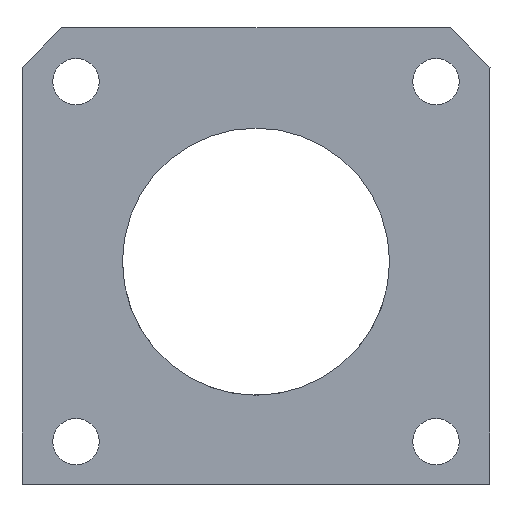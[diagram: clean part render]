
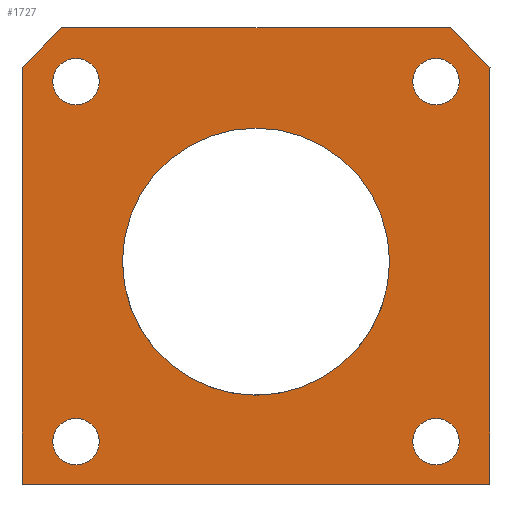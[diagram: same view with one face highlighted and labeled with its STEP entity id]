
A CAD part, left-side view. The second image highlights one B-rep face of the part: STEP entity #1727.
In plain terms, the highlighted planar face has unit normal (-1, 0, 0).
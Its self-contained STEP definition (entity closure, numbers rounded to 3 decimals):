
#24=FACE_BOUND('',#238,.T.);
#25=FACE_BOUND('',#239,.T.);
#26=FACE_BOUND('',#240,.T.);
#27=FACE_BOUND('',#241,.T.);
#28=FACE_BOUND('',#242,.T.);
#52=PLANE('',#1850);
#140=FACE_OUTER_BOUND('',#237,.T.);
#237=EDGE_LOOP('',(#1438,#1439,#1440,#1441,#1442,#1443,#1444,#1445));
#238=EDGE_LOOP('',(#1446));
#239=EDGE_LOOP('',(#1447));
#240=EDGE_LOOP('',(#1448));
#241=EDGE_LOOP('',(#1449));
#242=EDGE_LOOP('',(#1450));
#279=CIRCLE('',#1826,2.);
#281=CIRCLE('',#1829,2.);
#283=CIRCLE('',#1832,2.);
#285=CIRCLE('',#1835,2.);
#287=CIRCLE('',#1839,11.5);
#478=LINE('',#4085,#577);
#482=LINE('',#4101,#581);
#486=LINE('',#4108,#585);
#488=LINE('',#4113,#587);
#492=LINE('',#4121,#591);
#495=LINE('',#4126,#594);
#512=LINE('',#5828,#611);
#513=LINE('',#5829,#612);
#577=VECTOR('',#2063,10.);
#581=VECTOR('',#2081,1000.);
#585=VECTOR('',#2087,1000.);
#587=VECTOR('',#2091,1000.);
#591=VECTOR('',#2097,1000.);
#594=VECTOR('',#2102,1000.);
#611=VECTOR('',#2173,10.);
#612=VECTOR('',#2174,10.);
#755=VERTEX_POINT('',#4079);
#757=VERTEX_POINT('',#4083);
#761=VERTEX_POINT('',#4099);
#762=VERTEX_POINT('',#4100);
#765=VERTEX_POINT('',#4111);
#766=VERTEX_POINT('',#4112);
#769=VERTEX_POINT('',#4120);
#772=VERTEX_POINT('',#4131);
#774=VERTEX_POINT('',#4137);
#776=VERTEX_POINT('',#4143);
#778=VERTEX_POINT('',#4149);
#782=VERTEX_POINT('',#4158);
#790=VERTEX_POINT('',#5827);
#973=EDGE_CURVE('',#755,#757,#478,.T.);
#980=EDGE_CURVE('',#761,#762,#482,.T.);
#984=EDGE_CURVE('',#762,#757,#486,.T.);
#986=EDGE_CURVE('',#765,#766,#488,.T.);
#990=EDGE_CURVE('',#766,#769,#492,.T.);
#993=EDGE_CURVE('',#769,#761,#495,.T.);
#997=EDGE_CURVE('',#772,#772,#279,.T.);
#1000=EDGE_CURVE('',#774,#774,#281,.T.);
#1003=EDGE_CURVE('',#776,#776,#283,.T.);
#1006=EDGE_CURVE('',#778,#778,#285,.T.);
#1010=EDGE_CURVE('',#782,#782,#287,.T.);
#1040=EDGE_CURVE('',#790,#765,#512,.T.);
#1041=EDGE_CURVE('',#755,#790,#513,.T.);
#1438=ORIENTED_EDGE('',*,*,#984,.F.);
#1439=ORIENTED_EDGE('',*,*,#980,.F.);
#1440=ORIENTED_EDGE('',*,*,#993,.F.);
#1441=ORIENTED_EDGE('',*,*,#990,.F.);
#1442=ORIENTED_EDGE('',*,*,#986,.F.);
#1443=ORIENTED_EDGE('',*,*,#1040,.F.);
#1444=ORIENTED_EDGE('',*,*,#1041,.F.);
#1445=ORIENTED_EDGE('',*,*,#973,.T.);
#1446=ORIENTED_EDGE('',*,*,#1010,.F.);
#1447=ORIENTED_EDGE('',*,*,#1006,.F.);
#1448=ORIENTED_EDGE('',*,*,#1003,.F.);
#1449=ORIENTED_EDGE('',*,*,#1000,.F.);
#1450=ORIENTED_EDGE('',*,*,#997,.F.);
#1727=ADVANCED_FACE('',(#140,#24,#25,#26,#27,#28),#52,.F.);
#1826=AXIS2_PLACEMENT_3D('',#4133,#2109,#2110);
#1829=AXIS2_PLACEMENT_3D('',#4139,#2116,#2117);
#1832=AXIS2_PLACEMENT_3D('',#4145,#2123,#2124);
#1835=AXIS2_PLACEMENT_3D('',#4151,#2130,#2131);
#1839=AXIS2_PLACEMENT_3D('',#4160,#2139,#2140);
#1850=AXIS2_PLACEMENT_3D('',#5826,#2171,#2172);
#2063=DIRECTION('',(0.,0.,1.));
#2081=DIRECTION('',(0.,-0.707,-0.707));
#2087=DIRECTION('',(0.,0.,-1.));
#2091=DIRECTION('',(0.,0.,1.));
#2097=DIRECTION('',(0.,-0.707,0.707));
#2102=DIRECTION('',(0.,-1.,0.));
#2109=DIRECTION('center_axis',(-1.,0.,0.));
#2110=DIRECTION('ref_axis',(0.,0.,-1.));
#2116=DIRECTION('center_axis',(-1.,0.,0.));
#2117=DIRECTION('ref_axis',(0.,0.,-1.));
#2123=DIRECTION('center_axis',(-1.,0.,0.));
#2124=DIRECTION('ref_axis',(0.,0.,-1.));
#2130=DIRECTION('center_axis',(-1.,0.,0.));
#2131=DIRECTION('ref_axis',(0.,0.,-1.));
#2139=DIRECTION('center_axis',(-1.,0.,0.));
#2140=DIRECTION('ref_axis',(0.,0.,-1.));
#2171=DIRECTION('center_axis',(1.,0.,0.));
#2172=DIRECTION('ref_axis',(0.,0.,-1.));
#2173=DIRECTION('',(0.,0.,1.));
#2174=DIRECTION('',(0.,1.,0.));
#4079=CARTESIAN_POINT('',(-84.,110.667,-1.275));
#4083=CARTESIAN_POINT('',(-84.,110.667,1.16));
#4085=CARTESIAN_POINT('',(-84.,110.667,-2.254));
#4099=CARTESIAN_POINT('',(-84.,114.081,38.046));
#4100=CARTESIAN_POINT('',(-84.,110.667,34.631));
#4101=CARTESIAN_POINT('',(-84.,110.374,34.338));
#4108=CARTESIAN_POINT('',(-84.,110.667,0.746));
#4111=CARTESIAN_POINT('',(-84.,150.967,1.16));
#4112=CARTESIAN_POINT('',(-84.,150.967,34.631));
#4113=CARTESIAN_POINT('',(-84.,150.967,35.046));
#4120=CARTESIAN_POINT('',(-84.,147.553,38.046));
#4121=CARTESIAN_POINT('',(-84.,147.26,38.338));
#4126=CARTESIAN_POINT('',(-84.,113.667,38.046));
#4131=CARTESIAN_POINT('',(-84.,115.317,35.396));
#4133=CARTESIAN_POINT('Origin',(-84.,115.317,33.396));
#4137=CARTESIAN_POINT('',(-84.,115.317,4.396));
#4139=CARTESIAN_POINT('Origin',(-84.,115.317,2.396));
#4143=CARTESIAN_POINT('',(-84.,146.317,4.396));
#4145=CARTESIAN_POINT('Origin',(-84.,146.317,2.396));
#4149=CARTESIAN_POINT('',(-84.,146.317,35.396));
#4151=CARTESIAN_POINT('Origin',(-84.,146.317,33.396));
#4158=CARTESIAN_POINT('',(-84.,130.817,29.396));
#4160=CARTESIAN_POINT('Origin',(-84.,130.817,17.896));
#5826=CARTESIAN_POINT('Origin',(-84.,130.817,17.896));
#5827=CARTESIAN_POINT('',(-84.,150.967,-1.275));
#5828=CARTESIAN_POINT('',(-84.,150.967,-2.254));
#5829=CARTESIAN_POINT('',(-84.,130.817,-1.275));
